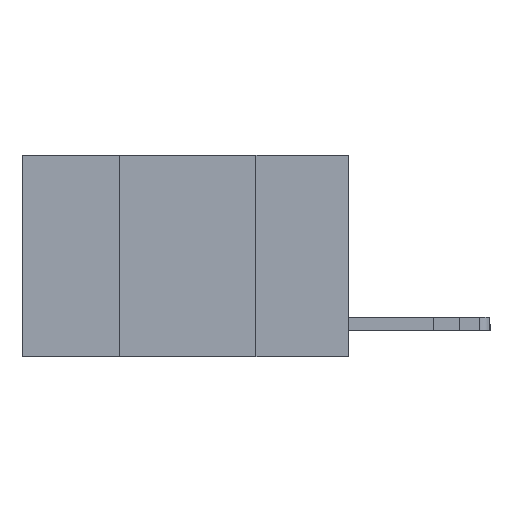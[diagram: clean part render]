
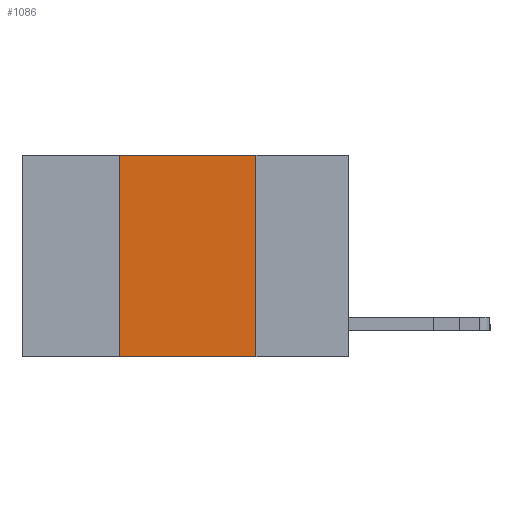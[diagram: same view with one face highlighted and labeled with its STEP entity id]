
A CAD part, left-side view. The second image highlights one B-rep face of the part: STEP entity #1086.
In plain terms, the highlighted planar face has unit normal (-1, 0, 0).
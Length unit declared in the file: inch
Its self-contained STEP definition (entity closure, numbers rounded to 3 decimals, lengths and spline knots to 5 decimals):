
#139 = VERTEX_POINT ( 'NONE', #2491 ) ;
#1086 = ADVANCED_FACE ( 'NONE', ( #2641 ), #2548, .F. ) ;
#1978 = VERTEX_POINT ( 'NONE', #13688 ) ;
#2051 = DIRECTION ( 'NONE',  ( 0., -1., 0. ) ) ;
#2087 = VERTEX_POINT ( 'NONE', #6735 ) ;
#2422 = VECTOR ( 'NONE', #2051, 39.37008 ) ;
#2491 = CARTESIAN_POINT ( 'NONE',  ( 0., 0.42, 0. ) ) ;
#2548 = PLANE ( 'NONE',  #11709 ) ;
#2641 = FACE_OUTER_BOUND ( 'NONE', #13077, .T. ) ;
#3907 = DIRECTION ( 'NONE',  ( 0., 0., -1. ) ) ;
#4005 = CARTESIAN_POINT ( 'NONE',  ( 0., 0.6, 0. ) ) ;
#4499 = DIRECTION ( 'NONE',  ( 0., -1., 0. ) ) ;
#4990 = LINE ( 'NONE', #15440, #2422 ) ;
#5449 = DIRECTION ( 'NONE',  ( 0., 0., 1. ) ) ;
#6060 = EDGE_CURVE ( 'NONE', #2087, #139, #11294, .T. ) ;
#6588 = CARTESIAN_POINT ( 'NONE',  ( 0., 0.17, -0.37 ) ) ;
#6735 = CARTESIAN_POINT ( 'NONE',  ( 0., 0.42, -0.37 ) ) ;
#6918 = CARTESIAN_POINT ( 'NONE',  ( 0., 0.42, 0. ) ) ;
#7481 = ORIENTED_EDGE ( 'NONE', *, *, #8048, .F. ) ;
#8048 = EDGE_CURVE ( 'NONE', #139, #1978, #4990, .T. ) ;
#8599 = DIRECTION ( 'NONE',  ( 1., 0., 0. ) ) ;
#8801 = CARTESIAN_POINT ( 'NONE',  ( 0., 0.6, -0.37 ) ) ;
#9512 = VERTEX_POINT ( 'NONE', #6588 ) ;
#10767 = ORIENTED_EDGE ( 'NONE', *, *, #11357, .F. ) ;
#11129 = DIRECTION ( 'NONE',  ( 0., 0., -1. ) ) ;
#11294 = LINE ( 'NONE', #6918, #16733 ) ;
#11357 = EDGE_CURVE ( 'NONE', #1978, #9512, #15934, .T. ) ;
#11709 = AXIS2_PLACEMENT_3D ( 'NONE', #4005, #8599, #3907 ) ;
#12449 = VECTOR ( 'NONE', #4499, 39.37008 ) ;
#12820 = VECTOR ( 'NONE', #11129, 39.37008 ) ;
#13077 = EDGE_LOOP ( 'NONE', ( #10767, #7481, #15838, #17424 ) ) ;
#13688 = CARTESIAN_POINT ( 'NONE',  ( 0., 0.17, 0. ) ) ;
#15440 = CARTESIAN_POINT ( 'NONE',  ( 0., 0.6, 0. ) ) ;
#15540 = CARTESIAN_POINT ( 'NONE',  ( 0., 0.17, 0. ) ) ;
#15838 = ORIENTED_EDGE ( 'NONE', *, *, #6060, .F. ) ;
#15934 = LINE ( 'NONE', #15540, #12820 ) ;
#16733 = VECTOR ( 'NONE', #5449, 39.37008 ) ;
#17424 = ORIENTED_EDGE ( 'NONE', *, *, #19290, .T. ) ;
#17687 = LINE ( 'NONE', #8801, #12449 ) ;
#19290 = EDGE_CURVE ( 'NONE', #2087, #9512, #17687, .T. ) ;
